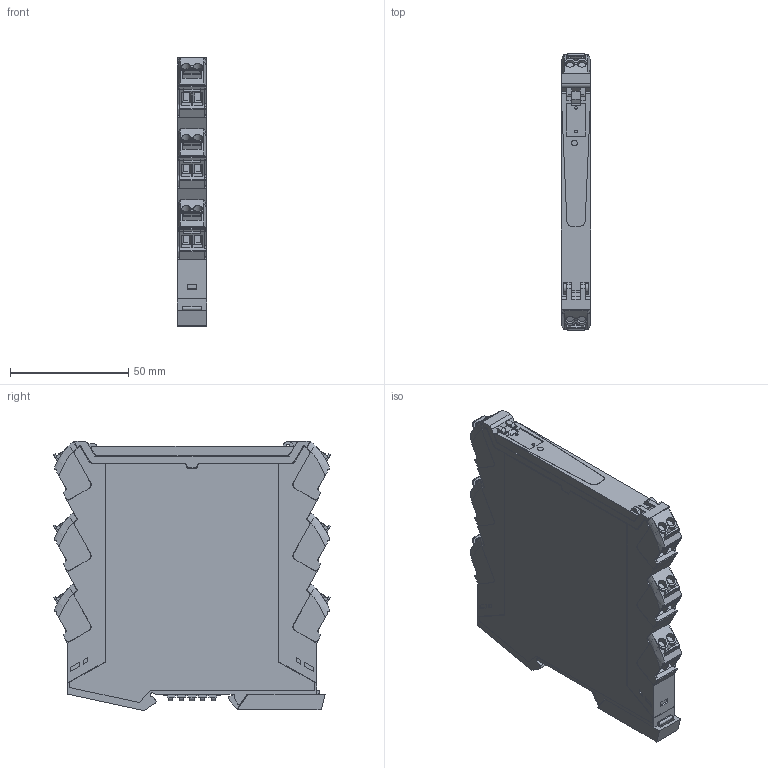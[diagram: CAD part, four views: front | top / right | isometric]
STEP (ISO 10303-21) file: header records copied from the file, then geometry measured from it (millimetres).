
FILE_DESCRIPTION(('CATIA V5 STEP Exchange','CAx-IF Rec.Pracs.--- Model Styling and Organization---1.5--- 2016-08-15','CAx-IF Rec.Pracs.---Supplemental Geometry---1.0---2011-11-01','CAx-IF Rec.Pracs.--- Composite Materials ---1.1---2010-07-15'),'2;1');
FILE_NAME ('D1407041_2', '2026-01-08T06:08:20+00:00', ('none'), ('Weidmueller'), 'CATIA Version 5-6 Release 2024 SP4', 'CATIA V5 STEP AP214 v3', 'none');
FILE_SCHEMA(('AUTOMOTIVE_DESIGN { 1 0 10303 214 1 1 1 1 }'));
Products named in the file (1): 1506210000
Bounding box: 12.5 x 117.28 x 114.02 mm (x, y, z)
Volume: 144083.4 mm3; surface area: 48978.5 mm2
Topology: 23 solids, 23 shells, 1390 faces, 4527 edges, 3194 vertices
Faces by surface type: plane 933, cylinder 385, extrusion 32, revolution 24, bspline 12, sphere 4
Entity records: 50720 total; most frequent: CARTESIAN_POINT 13142, ORIENTED_EDGE 9050, DIRECTION 5906, EDGE_CURVE 4525, VERTEX_POINT 3194, VECTOR 3129, LINE 3097, AXIS2_PLACEMENT_3D 1771
